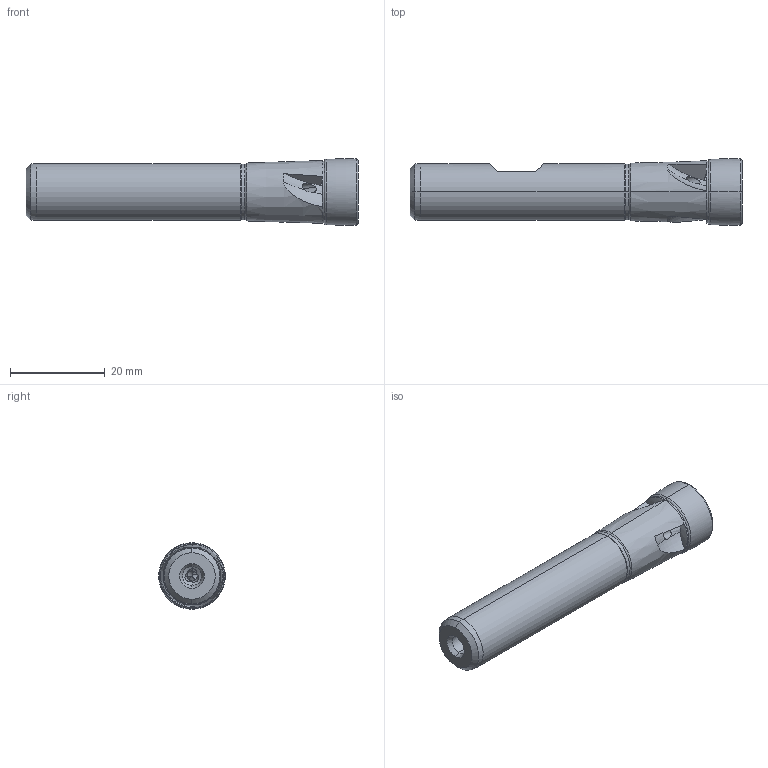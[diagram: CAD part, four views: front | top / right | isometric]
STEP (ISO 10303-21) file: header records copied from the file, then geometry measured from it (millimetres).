
FILE_DESCRIPTION (( 'STEP AP214' ), '1' );
FILE_NAME ('90PP-14-24-63-3.STEP', '2012-01-06T07:55:09', ( '' ), ( '' ), 'SwSTEP 2.0', 'SolidWorks 2011', '' );
FILE_SCHEMA (( 'AUTOMOTIVE_DESIGN' ));
Length unit declared in the file: millimetre
Products named in the file (1): 90PP-14-24-63-3
Bounding box: 70 x 13.99 x 14 mm (x, y, z)
Volume: 7254.2 mm3; surface area: 4017.7 mm2
Topology: 1 solids, 1 shells, 102 faces, 280 edges, 170 vertices
Faces by surface type: cone 35, plane 33, cylinder 20, torus 11, bspline 3
Entity records: 3692 total; most frequent: CARTESIAN_POINT 1220, ORIENTED_EDGE 556, DIRECTION 467, EDGE_CURVE 278, AXIS2_PLACEMENT_3D 183, VERTEX_POINT 170, EDGE_LOOP 106, FACE_OUTER_BOUND 102
